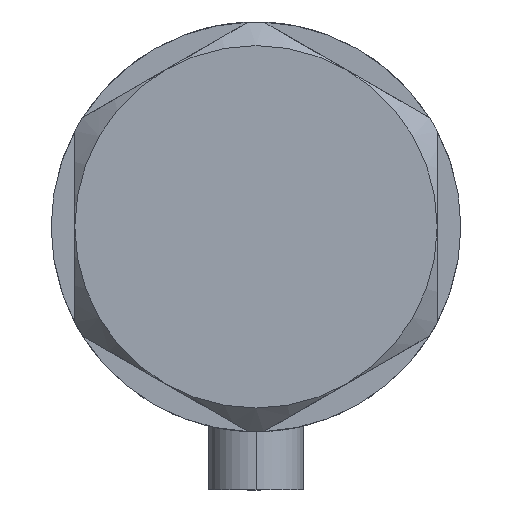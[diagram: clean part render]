
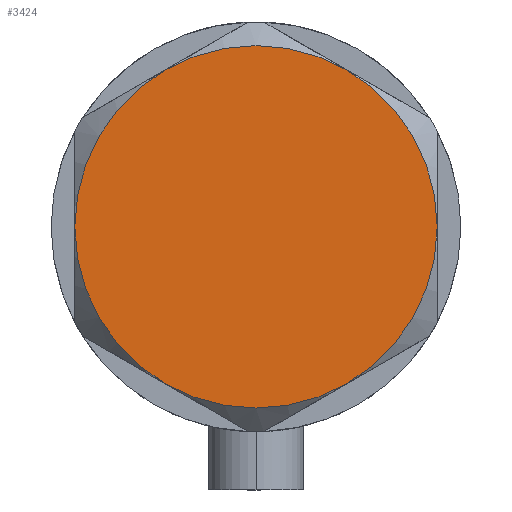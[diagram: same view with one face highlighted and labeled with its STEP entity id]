
A CAD part, left-side view. The second image highlights one B-rep face of the part: STEP entity #3424.
In plain terms, the highlighted face is planar.
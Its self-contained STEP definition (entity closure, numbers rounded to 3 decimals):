
#17 = FACE_OUTER_BOUND ( 'NONE', #3573, .T. ) ;
#36 = PLANE ( 'NONE',  #3447 ) ;
#112 = EDGE_CURVE ( 'NONE', #2913, #4235, #4234, .T. ) ;
#325 = CARTESIAN_POINT ( 'NONE',  ( 0., 0., 9. ) ) ;
#349 = CARTESIAN_POINT ( 'NONE',  ( 0., 0., 9. ) ) ;
#516 = DIRECTION ( 'NONE',  ( 0., 0., 1. ) ) ;
#566 = VERTEX_POINT ( 'NONE', #3184 ) ;
#597 = EDGE_CURVE ( 'NONE', #4813, #566, #2488, .T. ) ;
#615 = AXIS2_PLACEMENT_3D ( 'NONE', #3691, #2138, #2939 ) ;
#727 = DIRECTION ( 'NONE',  ( 1., 0., 0. ) ) ;
#937 = AXIS2_PLACEMENT_3D ( 'NONE', #325, #1823, #727 ) ;
#1005 = AXIS2_PLACEMENT_3D ( 'NONE', #2096, #1993, #4184 ) ;
#1066 = VERTEX_POINT ( 'NONE', #4010 ) ;
#1085 = DIRECTION ( 'NONE',  ( 1., 0., 0. ) ) ;
#1482 = CARTESIAN_POINT ( 'NONE',  ( 11.5, -19.919, 9. ) ) ;
#1518 = DIRECTION ( 'NONE',  ( 0., 0., 1. ) ) ;
#1531 = ORIENTED_EDGE ( 'NONE', *, *, #1759, .T. ) ;
#1546 = CARTESIAN_POINT ( 'NONE',  ( -11.5, -19.919, 9. ) ) ;
#1759 = EDGE_CURVE ( 'NONE', #2627, #4813, #3047, .T. ) ;
#1823 = DIRECTION ( 'NONE',  ( 0., 0., 1. ) ) ;
#1847 = EDGE_CURVE ( 'NONE', #1066, #2913, #4466, .T. ) ;
#1869 = CIRCLE ( 'NONE', #615, 23. ) ;
#1971 = CARTESIAN_POINT ( 'NONE',  ( 0., 0., 9. ) ) ;
#1993 = DIRECTION ( 'NONE',  ( 0., 0., 1. ) ) ;
#2020 = CARTESIAN_POINT ( 'NONE',  ( 0., 0., 9. ) ) ;
#2028 = AXIS2_PLACEMENT_3D ( 'NONE', #1971, #516, #4602 ) ;
#2067 = DIRECTION ( 'NONE',  ( 0., 0., 1. ) ) ;
#2096 = CARTESIAN_POINT ( 'NONE',  ( 0., 0., 9. ) ) ;
#2138 = DIRECTION ( 'NONE',  ( 0., 0., 1. ) ) ;
#2216 = CARTESIAN_POINT ( 'NONE',  ( 23., 0., 9. ) ) ;
#2342 = AXIS2_PLACEMENT_3D ( 'NONE', #2020, #2067, #3121 ) ;
#2488 = CIRCLE ( 'NONE', #2342, 23. ) ;
#2491 = EDGE_CURVE ( 'NONE', #566, #1066, #3140, .T. ) ;
#2627 = VERTEX_POINT ( 'NONE', #2216 ) ;
#2725 = ORIENTED_EDGE ( 'NONE', *, *, #3307, .T. ) ;
#2804 = CARTESIAN_POINT ( 'NONE',  ( 11.5, 19.919, 9. ) ) ;
#2913 = VERTEX_POINT ( 'NONE', #1546 ) ;
#2939 = DIRECTION ( 'NONE',  ( 1., 0., 0. ) ) ;
#3003 = DIRECTION ( 'NONE',  ( 0., 0., 1. ) ) ;
#3047 = CIRCLE ( 'NONE', #937, 23. ) ;
#3121 = DIRECTION ( 'NONE',  ( 1., 0., 0. ) ) ;
#3140 = CIRCLE ( 'NONE', #1005, 23. ) ;
#3150 = ORIENTED_EDGE ( 'NONE', *, *, #2491, .T. ) ;
#3184 = CARTESIAN_POINT ( 'NONE',  ( -11.5, 19.919, 9. ) ) ;
#3307 = EDGE_CURVE ( 'NONE', #4235, #2627, #1869, .T. ) ;
#3424 = ADVANCED_FACE ( 'NONE', ( #17 ), #36, .T. ) ;
#3447 = AXIS2_PLACEMENT_3D ( 'NONE', #4553, #1518, #3735 ) ;
#3573 = EDGE_LOOP ( 'NONE', ( #2725, #1531, #4720, #3150, #4178, #4123 ) ) ;
#3691 = CARTESIAN_POINT ( 'NONE',  ( 0., 0., 9. ) ) ;
#3735 = DIRECTION ( 'NONE',  ( 1., 0., 0. ) ) ;
#3843 = AXIS2_PLACEMENT_3D ( 'NONE', #349, #3003, #1085 ) ;
#4010 = CARTESIAN_POINT ( 'NONE',  ( -23., 0., 9. ) ) ;
#4123 = ORIENTED_EDGE ( 'NONE', *, *, #112, .T. ) ;
#4178 = ORIENTED_EDGE ( 'NONE', *, *, #1847, .T. ) ;
#4184 = DIRECTION ( 'NONE',  ( 1., 0., 0. ) ) ;
#4234 = CIRCLE ( 'NONE', #2028, 23. ) ;
#4235 = VERTEX_POINT ( 'NONE', #1482 ) ;
#4466 = CIRCLE ( 'NONE', #3843, 23. ) ;
#4553 = CARTESIAN_POINT ( 'NONE',  ( 0., 0., 9. ) ) ;
#4602 = DIRECTION ( 'NONE',  ( 1., 0., 0. ) ) ;
#4720 = ORIENTED_EDGE ( 'NONE', *, *, #597, .T. ) ;
#4813 = VERTEX_POINT ( 'NONE', #2804 ) ;
